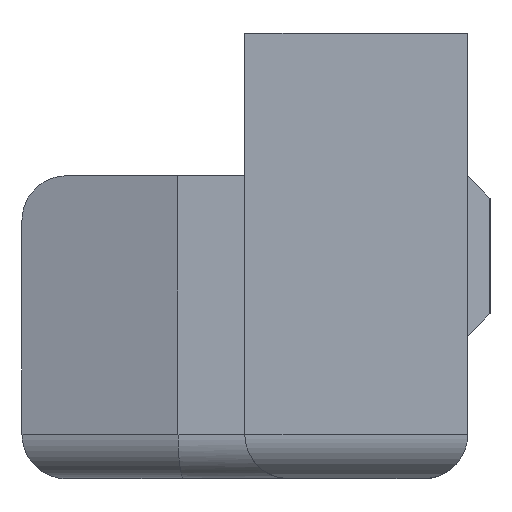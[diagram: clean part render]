
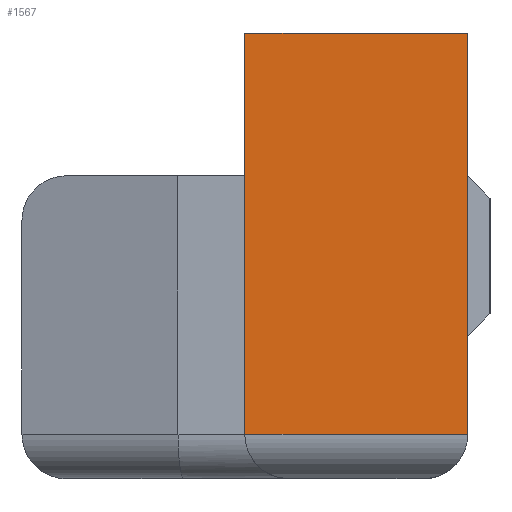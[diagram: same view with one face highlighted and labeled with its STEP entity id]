
A CAD part, left-side view. The second image highlights one B-rep face of the part: STEP entity #1567.
In plain terms, the highlighted planar face has unit normal (-1, 0, 0).
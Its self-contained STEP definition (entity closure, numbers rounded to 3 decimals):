
#213 = PLANE('',#214);
#214 = AXIS2_PLACEMENT_3D('',#215,#216,#217);
#215 = CARTESIAN_POINT('',(-100.,5.,10.));
#216 = DIRECTION('',(0.,1.,0.));
#217 = DIRECTION('',(1.,0.,0.));
#632 = VERTEX_POINT('',#633);
#633 = CARTESIAN_POINT('',(-100.,5.,-8.));
#654 = EDGE_CURVE('',#655,#632,#657,.T.);
#655 = VERTEX_POINT('',#656);
#656 = CARTESIAN_POINT('',(-100.,5.,10.));
#657 = SURFACE_CURVE('',#658,(#662,#669),.PCURVE_S1.);
#658 = LINE('',#659,#660);
#659 = CARTESIAN_POINT('',(-100.,5.,10.));
#660 = VECTOR('',#661,1.);
#661 = DIRECTION('',(0.,0.,-1.));
#662 = PCURVE('',#213,#663);
#663 = DEFINITIONAL_REPRESENTATION('',(#664),#668);
#664 = LINE('',#665,#666);
#665 = CARTESIAN_POINT('',(0.,0.));
#666 = VECTOR('',#667,1.);
#667 = DIRECTION('',(0.,1.));
#668 = ( GEOMETRIC_REPRESENTATION_CONTEXT(2) 
PARAMETRIC_REPRESENTATION_CONTEXT() REPRESENTATION_CONTEXT('2D SPACE',''
  ) );
#669 = PCURVE('',#670,#675);
#670 = PLANE('',#671);
#671 = AXIS2_PLACEMENT_3D('',#672,#673,#674);
#672 = CARTESIAN_POINT('',(-100.,-5.,10.));
#673 = DIRECTION('',(1.,0.,0.));
#674 = DIRECTION('',(0.,1.,0.));
#675 = DEFINITIONAL_REPRESENTATION('',(#676),#680);
#676 = LINE('',#677,#678);
#677 = CARTESIAN_POINT('',(10.,0.));
#678 = VECTOR('',#679,1.);
#679 = DIRECTION('',(0.,-1.));
#680 = ( GEOMETRIC_REPRESENTATION_CONTEXT(2) 
PARAMETRIC_REPRESENTATION_CONTEXT() REPRESENTATION_CONTEXT('2D SPACE',''
  ) );
#698 = PLANE('',#699);
#699 = AXIS2_PLACEMENT_3D('',#700,#701,#702);
#700 = CARTESIAN_POINT('',(-100.,-5.,10.));
#701 = DIRECTION('',(0.,0.,-1.));
#702 = DIRECTION('',(0.,1.,0.));
#1310 = CYLINDRICAL_SURFACE('',#1311,2.);
#1311 = AXIS2_PLACEMENT_3D('',#1312,#1313,#1314);
#1312 = CARTESIAN_POINT('',(-98.,-5.,-8.));
#1313 = DIRECTION('',(0.,1.,0.));
#1314 = DIRECTION('',(0.,0.,-1.));
#1567 = ADVANCED_FACE('',(#1568),#670,.F.);
#1568 = FACE_BOUND('',#1569,.F.);
#1569 = EDGE_LOOP('',(#1570,#1571,#1594,#1622));
#1570 = ORIENTED_EDGE('',*,*,#654,.F.);
#1571 = ORIENTED_EDGE('',*,*,#1572,.F.);
#1572 = EDGE_CURVE('',#1573,#655,#1575,.T.);
#1573 = VERTEX_POINT('',#1574);
#1574 = CARTESIAN_POINT('',(-100.,-5.,10.));
#1575 = SURFACE_CURVE('',#1576,(#1580,#1587),.PCURVE_S1.);
#1576 = LINE('',#1577,#1578);
#1577 = CARTESIAN_POINT('',(-100.,-5.,10.));
#1578 = VECTOR('',#1579,1.);
#1579 = DIRECTION('',(0.,1.,0.));
#1580 = PCURVE('',#670,#1581);
#1581 = DEFINITIONAL_REPRESENTATION('',(#1582),#1586);
#1582 = LINE('',#1583,#1584);
#1583 = CARTESIAN_POINT('',(0.,0.));
#1584 = VECTOR('',#1585,1.);
#1585 = DIRECTION('',(1.,0.));
#1586 = ( GEOMETRIC_REPRESENTATION_CONTEXT(2) 
PARAMETRIC_REPRESENTATION_CONTEXT() REPRESENTATION_CONTEXT('2D SPACE',''
  ) );
#1587 = PCURVE('',#698,#1588);
#1588 = DEFINITIONAL_REPRESENTATION('',(#1589),#1593);
#1589 = LINE('',#1590,#1591);
#1590 = CARTESIAN_POINT('',(0.,0.));
#1591 = VECTOR('',#1592,1.);
#1592 = DIRECTION('',(1.,0.));
#1593 = ( GEOMETRIC_REPRESENTATION_CONTEXT(2) 
PARAMETRIC_REPRESENTATION_CONTEXT() REPRESENTATION_CONTEXT('2D SPACE',''
  ) );
#1594 = ORIENTED_EDGE('',*,*,#1595,.T.);
#1595 = EDGE_CURVE('',#1573,#1596,#1598,.T.);
#1596 = VERTEX_POINT('',#1597);
#1597 = CARTESIAN_POINT('',(-100.,-5.,-8.));
#1598 = SURFACE_CURVE('',#1599,(#1603,#1610),.PCURVE_S1.);
#1599 = LINE('',#1600,#1601);
#1600 = CARTESIAN_POINT('',(-100.,-5.,10.));
#1601 = VECTOR('',#1602,1.);
#1602 = DIRECTION('',(0.,0.,-1.));
#1603 = PCURVE('',#670,#1604);
#1604 = DEFINITIONAL_REPRESENTATION('',(#1605),#1609);
#1605 = LINE('',#1606,#1607);
#1606 = CARTESIAN_POINT('',(0.,0.));
#1607 = VECTOR('',#1608,1.);
#1608 = DIRECTION('',(0.,-1.));
#1609 = ( GEOMETRIC_REPRESENTATION_CONTEXT(2) 
PARAMETRIC_REPRESENTATION_CONTEXT() REPRESENTATION_CONTEXT('2D SPACE',''
  ) );
#1610 = PCURVE('',#1611,#1616);
#1611 = PLANE('',#1612);
#1612 = AXIS2_PLACEMENT_3D('',#1613,#1614,#1615);
#1613 = CARTESIAN_POINT('',(-100.,-5.,10.));
#1614 = DIRECTION('',(0.,1.,0.));
#1615 = DIRECTION('',(1.,0.,0.));
#1616 = DEFINITIONAL_REPRESENTATION('',(#1617),#1621);
#1617 = LINE('',#1618,#1619);
#1618 = CARTESIAN_POINT('',(0.,0.));
#1619 = VECTOR('',#1620,1.);
#1620 = DIRECTION('',(0.,1.));
#1621 = ( GEOMETRIC_REPRESENTATION_CONTEXT(2) 
PARAMETRIC_REPRESENTATION_CONTEXT() REPRESENTATION_CONTEXT('2D SPACE',''
  ) );
#1622 = ORIENTED_EDGE('',*,*,#1623,.T.);
#1623 = EDGE_CURVE('',#1596,#632,#1624,.T.);
#1624 = SURFACE_CURVE('',#1625,(#1629,#1636),.PCURVE_S1.);
#1625 = LINE('',#1626,#1627);
#1626 = CARTESIAN_POINT('',(-100.,-5.,-8.));
#1627 = VECTOR('',#1628,1.);
#1628 = DIRECTION('',(0.,1.,0.));
#1629 = PCURVE('',#670,#1630);
#1630 = DEFINITIONAL_REPRESENTATION('',(#1631),#1635);
#1631 = LINE('',#1632,#1633);
#1632 = CARTESIAN_POINT('',(0.,-18.));
#1633 = VECTOR('',#1634,1.);
#1634 = DIRECTION('',(1.,0.));
#1635 = ( GEOMETRIC_REPRESENTATION_CONTEXT(2) 
PARAMETRIC_REPRESENTATION_CONTEXT() REPRESENTATION_CONTEXT('2D SPACE',''
  ) );
#1636 = PCURVE('',#1310,#1637);
#1637 = DEFINITIONAL_REPRESENTATION('',(#1638),#1642);
#1638 = LINE('',#1639,#1640);
#1639 = CARTESIAN_POINT('',(1.571,0.));
#1640 = VECTOR('',#1641,1.);
#1641 = DIRECTION('',(0.,1.));
#1642 = ( GEOMETRIC_REPRESENTATION_CONTEXT(2) 
PARAMETRIC_REPRESENTATION_CONTEXT() REPRESENTATION_CONTEXT('2D SPACE',''
  ) );
